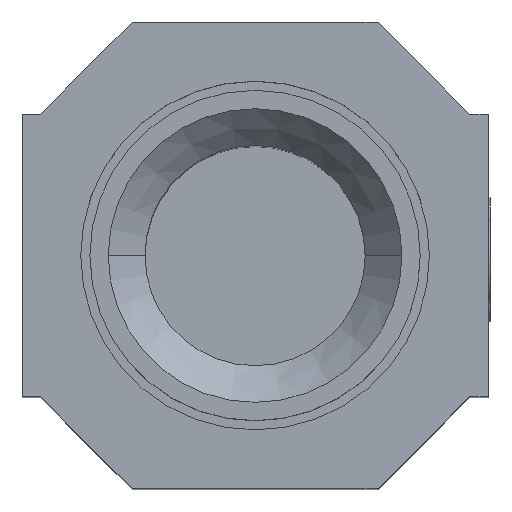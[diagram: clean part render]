
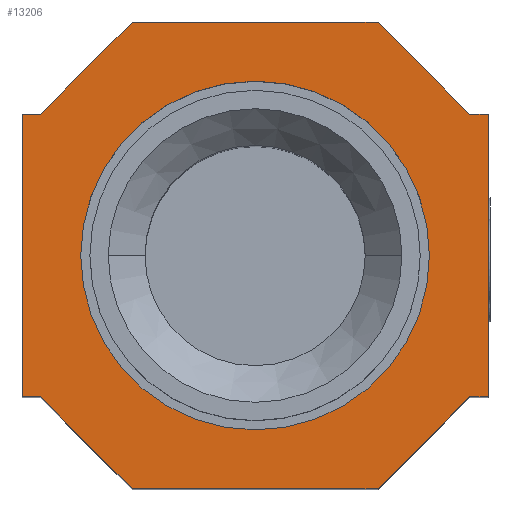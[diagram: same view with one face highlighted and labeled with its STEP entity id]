
A CAD part, top view. The second image highlights one B-rep face of the part: STEP entity #13206.
In plain terms, the highlighted planar face has unit normal (0, 0, 1).
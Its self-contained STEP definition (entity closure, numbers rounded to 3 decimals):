
#98 = VERTEX_POINT ( 'NONE', #3538 ) ;
#163 = ORIENTED_EDGE ( 'NONE', *, *, #14761, .T. ) ;
#209 = VECTOR ( 'NONE', #1436, 1000. ) ;
#276 = DIRECTION ( 'NONE',  ( 1., 0., 0. ) ) ;
#437 = VECTOR ( 'NONE', #11483, 1000. ) ;
#462 = EDGE_CURVE ( 'NONE', #4904, #12780, #5791, .T. ) ;
#499 = EDGE_LOOP ( 'NONE', ( #11250, #8575 ) ) ;
#1027 = FACE_BOUND ( 'NONE', #499, .T. ) ;
#1085 = VECTOR ( 'NONE', #6265, 1000. ) ;
#1115 = VECTOR ( 'NONE', #276, 1000. ) ;
#1139 = VERTEX_POINT ( 'NONE', #8863 ) ;
#1150 = VECTOR ( 'NONE', #11344, 1000. ) ;
#1327 = PLANE ( 'NONE',  #11764 ) ;
#1436 = DIRECTION ( 'NONE',  ( -1., 0., 0. ) ) ;
#1768 = ORIENTED_EDGE ( 'NONE', *, *, #2190, .T. ) ;
#1982 = EDGE_CURVE ( 'NONE', #10568, #6315, #2553, .T. ) ;
#2113 = EDGE_CURVE ( 'NONE', #1139, #9268, #13148, .T. ) ;
#2183 = DIRECTION ( 'NONE',  ( -0.707, 0.707, 0. ) ) ;
#2190 = EDGE_CURVE ( 'NONE', #5798, #11523, #8255, .T. ) ;
#2227 = DIRECTION ( 'NONE',  ( 1., 0., 0. ) ) ;
#2309 = CARTESIAN_POINT ( 'NONE',  ( -1.17, 0.77, 3. ) ) ;
#2553 = LINE ( 'NONE', #9550, #9426 ) ;
#3208 = CARTESIAN_POINT ( 'NONE',  ( 1.27, -0.77, 3. ) ) ;
#3290 = CARTESIAN_POINT ( 'NONE',  ( 0., 0., 3. ) ) ;
#3421 = DIRECTION ( 'NONE',  ( -1., 0., 0. ) ) ;
#3538 = CARTESIAN_POINT ( 'NONE',  ( 1.17, -0.77, 3. ) ) ;
#4276 = VECTOR ( 'NONE', #2183, 1000. ) ;
#4377 = LINE ( 'NONE', #13558, #4276 ) ;
#4492 = CARTESIAN_POINT ( 'NONE',  ( 0., 0., 3. ) ) ;
#4852 = CARTESIAN_POINT ( 'NONE',  ( 1.17, 0.77, 3. ) ) ;
#4888 = DIRECTION ( 'NONE',  ( 0., 1., 0. ) ) ;
#4904 = VERTEX_POINT ( 'NONE', #9822 ) ;
#5018 = CARTESIAN_POINT ( 'NONE',  ( -1.17, 0.77, 3. ) ) ;
#5100 = VERTEX_POINT ( 'NONE', #9869 ) ;
#5187 = DIRECTION ( 'NONE',  ( 1., 0., 0. ) ) ;
#5224 = CARTESIAN_POINT ( 'NONE',  ( 1.17, -0.77, 3. ) ) ;
#5376 = VERTEX_POINT ( 'NONE', #4852 ) ;
#5424 = EDGE_CURVE ( 'NONE', #5100, #8485, #10406, .T. ) ;
#5481 = EDGE_CURVE ( 'NONE', #98, #10568, #10770, .T. ) ;
#5588 = LINE ( 'NONE', #8281, #209 ) ;
#5791 = CIRCLE ( 'NONE', #14227, 0.95 ) ;
#5798 = VERTEX_POINT ( 'NONE', #11390 ) ;
#6012 = VECTOR ( 'NONE', #3421, 1000. ) ;
#6040 = EDGE_CURVE ( 'NONE', #9268, #5100, #8764, .T. ) ;
#6265 = DIRECTION ( 'NONE',  ( 1., 0., 0. ) ) ;
#6268 = DIRECTION ( 'NONE',  ( 1., 0., 0. ) ) ;
#6301 = CARTESIAN_POINT ( 'NONE',  ( -1.17, -0.77, 3. ) ) ;
#6308 = EDGE_CURVE ( 'NONE', #12780, #4904, #9771, .T. ) ;
#6314 = LINE ( 'NONE', #14402, #14068 ) ;
#6315 = VERTEX_POINT ( 'NONE', #13102 ) ;
#6337 = EDGE_LOOP ( 'NONE', ( #1768, #12049, #11864, #14720, #10724, #11503, #163, #7225, #13747, #11949, #9196, #12014 ) ) ;
#6518 = VECTOR ( 'NONE', #5187, 1000. ) ;
#6634 = VECTOR ( 'NONE', #7494, 1000. ) ;
#6825 = VERTEX_POINT ( 'NONE', #11939 ) ;
#7225 = ORIENTED_EDGE ( 'NONE', *, *, #5481, .T. ) ;
#7246 = VERTEX_POINT ( 'NONE', #8217 ) ;
#7494 = DIRECTION ( 'NONE',  ( 0.707, -0.707, 0. ) ) ;
#7882 = DIRECTION ( 'NONE',  ( 0., 0., 1. ) ) ;
#7926 = CARTESIAN_POINT ( 'NONE',  ( -1.17, 0.77, 3. ) ) ;
#8077 = CARTESIAN_POINT ( 'NONE',  ( -1.17, -1.27, 3. ) ) ;
#8217 = CARTESIAN_POINT ( 'NONE',  ( 0.67, 1.27, 3. ) ) ;
#8255 = LINE ( 'NONE', #2309, #8943 ) ;
#8281 = CARTESIAN_POINT ( 'NONE',  ( -1.17, 1.27, 3. ) ) ;
#8485 = VERTEX_POINT ( 'NONE', #10604 ) ;
#8575 = ORIENTED_EDGE ( 'NONE', *, *, #462, .F. ) ;
#8744 = CARTESIAN_POINT ( 'NONE',  ( 0.95, 0., 3. ) ) ;
#8764 = LINE ( 'NONE', #13281, #6634 ) ;
#8863 = CARTESIAN_POINT ( 'NONE',  ( -1.27, -0.77, 3. ) ) ;
#8943 = VECTOR ( 'NONE', #11478, 1000. ) ;
#9191 = LINE ( 'NONE', #11212, #1150 ) ;
#9196 = ORIENTED_EDGE ( 'NONE', *, *, #13767, .T. ) ;
#9268 = VERTEX_POINT ( 'NONE', #11273 ) ;
#9306 = DIRECTION ( 'NONE',  ( -1., 0., 0. ) ) ;
#9426 = VECTOR ( 'NONE', #4888, 1000. ) ;
#9550 = CARTESIAN_POINT ( 'NONE',  ( 1.27, 0.77, 3. ) ) ;
#9713 = EDGE_CURVE ( 'NONE', #6315, #5376, #11548, .T. ) ;
#9771 = CIRCLE ( 'NONE', #11926, 0.95 ) ;
#9822 = CARTESIAN_POINT ( 'NONE',  ( -0.95, 0., 3. ) ) ;
#9837 = FACE_OUTER_BOUND ( 'NONE', #6337, .T. ) ;
#9869 = CARTESIAN_POINT ( 'NONE',  ( -0.67, -1.27, 3. ) ) ;
#10211 = EDGE_CURVE ( 'NONE', #7246, #5798, #5588, .T. ) ;
#10354 = CARTESIAN_POINT ( 'NONE',  ( 1.17, 0.77, 3. ) ) ;
#10406 = LINE ( 'NONE', #8077, #1115 ) ;
#10568 = VERTEX_POINT ( 'NONE', #3208 ) ;
#10604 = CARTESIAN_POINT ( 'NONE',  ( 0.67, -1.27, 3. ) ) ;
#10724 = ORIENTED_EDGE ( 'NONE', *, *, #6040, .T. ) ;
#10770 = LINE ( 'NONE', #5224, #1085 ) ;
#10774 = CARTESIAN_POINT ( 'NONE',  ( 0., 0., 3. ) ) ;
#11212 = CARTESIAN_POINT ( 'NONE',  ( -1.27, 0.77, 3. ) ) ;
#11250 = ORIENTED_EDGE ( 'NONE', *, *, #6308, .F. ) ;
#11273 = CARTESIAN_POINT ( 'NONE',  ( -1.17, -0.77, 3. ) ) ;
#11344 = DIRECTION ( 'NONE',  ( 0., -1., 0. ) ) ;
#11390 = CARTESIAN_POINT ( 'NONE',  ( -0.67, 1.27, 3. ) ) ;
#11478 = DIRECTION ( 'NONE',  ( -0.707, -0.707, 0. ) ) ;
#11483 = DIRECTION ( 'NONE',  ( -1., 0., 0. ) ) ;
#11503 = ORIENTED_EDGE ( 'NONE', *, *, #5424, .T. ) ;
#11523 = VERTEX_POINT ( 'NONE', #5018 ) ;
#11548 = LINE ( 'NONE', #10354, #437 ) ;
#11764 = AXIS2_PLACEMENT_3D ( 'NONE', #3290, #13756, #9306 ) ;
#11864 = ORIENTED_EDGE ( 'NONE', *, *, #13803, .T. ) ;
#11926 = AXIS2_PLACEMENT_3D ( 'NONE', #10774, #14270, #6268 ) ;
#11939 = CARTESIAN_POINT ( 'NONE',  ( -1.27, 0.77, 3. ) ) ;
#11949 = ORIENTED_EDGE ( 'NONE', *, *, #9713, .T. ) ;
#12014 = ORIENTED_EDGE ( 'NONE', *, *, #10211, .T. ) ;
#12049 = ORIENTED_EDGE ( 'NONE', *, *, #13463, .T. ) ;
#12780 = VERTEX_POINT ( 'NONE', #8744 ) ;
#13102 = CARTESIAN_POINT ( 'NONE',  ( 1.27, 0.77, 3. ) ) ;
#13148 = LINE ( 'NONE', #6301, #6518 ) ;
#13206 = ADVANCED_FACE ( 'NONE', ( #1027, #9837 ), #1327, .F. ) ;
#13281 = CARTESIAN_POINT ( 'NONE',  ( -0.67, -1.27, 3. ) ) ;
#13463 = EDGE_CURVE ( 'NONE', #11523, #6825, #14731, .T. ) ;
#13558 = CARTESIAN_POINT ( 'NONE',  ( 0.67, 1.27, 3. ) ) ;
#13747 = ORIENTED_EDGE ( 'NONE', *, *, #1982, .T. ) ;
#13756 = DIRECTION ( 'NONE',  ( 0., 0., -1. ) ) ;
#13767 = EDGE_CURVE ( 'NONE', #5376, #7246, #4377, .T. ) ;
#13803 = EDGE_CURVE ( 'NONE', #6825, #1139, #9191, .T. ) ;
#14068 = VECTOR ( 'NONE', #14534, 1000. ) ;
#14227 = AXIS2_PLACEMENT_3D ( 'NONE', #4492, #7882, #2227 ) ;
#14270 = DIRECTION ( 'NONE',  ( 0., 0., 1. ) ) ;
#14402 = CARTESIAN_POINT ( 'NONE',  ( 1.17, -0.77, 3. ) ) ;
#14534 = DIRECTION ( 'NONE',  ( 0.707, 0.707, 0. ) ) ;
#14720 = ORIENTED_EDGE ( 'NONE', *, *, #2113, .T. ) ;
#14731 = LINE ( 'NONE', #7926, #6012 ) ;
#14761 = EDGE_CURVE ( 'NONE', #8485, #98, #6314, .T. ) ;
